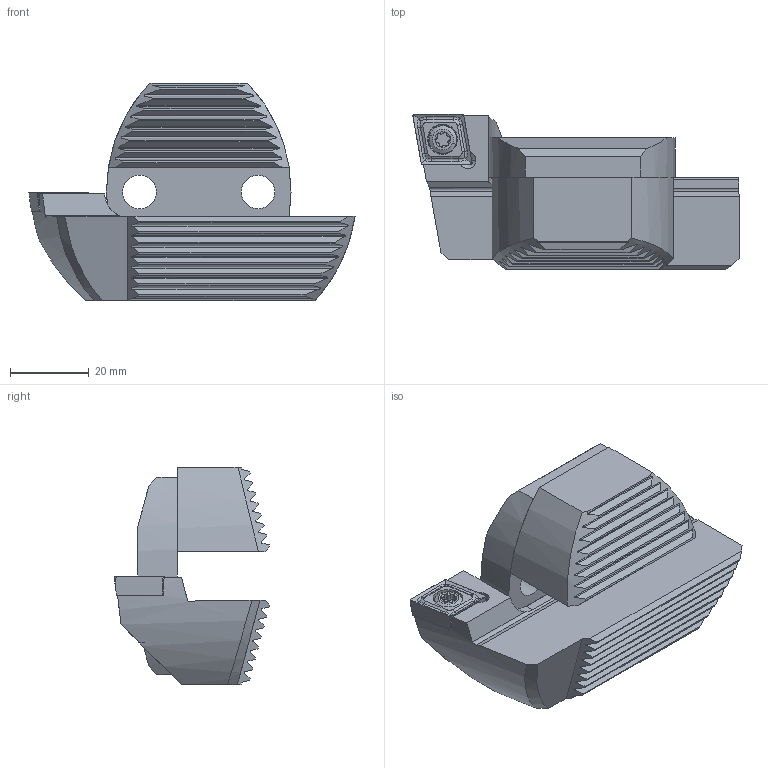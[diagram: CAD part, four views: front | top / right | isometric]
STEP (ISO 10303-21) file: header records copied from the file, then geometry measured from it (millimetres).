
FILE_DESCRIPTION (( 'STEP AP203' ), '1' );
FILE_NAME ('F00-WCC.086.000.STEP', '2017-11-14T13:47:36', ( 'SWIAdmin' ), ( 'Hewlett-Packard Company' ), 'SwSTEP 2.0', 'SolidWorks 2017', '' );
FILE_SCHEMA (( 'CONFIG_CONTROL_DESIGN' ));
Length unit declared in the file: millimetre
Products named in the file (7): CCMT120404; F00-WCC.086.001; F00-WCB.086.003_A; F00-WCB.086.002_A; F00-WCC.086.000; F00-WCC.086.001_C; WCC-ER2.001.010_A
Assembly tree (6 placements, depth 3):
  F00-WCC.086.000
    F00-WCC.086.001
      F00-WCC.086.001_C
      WCC-ER2.001.010_A
      CCMT120404
    F00-WCB.086.003_A
    F00-WCB.086.002_A
Bounding box: 82.58 x 39.4 x 55 mm (x, y, z)
Volume: 67589.4 mm3; surface area: 19710.8 mm2
Topology: 5 solids, 5 shells, 439 faces, 1131 edges, 735 vertices
Faces by surface type: plane 264, bspline 79, cylinder 60, cone 28, torus 8
Entity records: 18228 total; most frequent: CARTESIAN_POINT 7661, ORIENTED_EDGE 2242, DIRECTION 1642, EDGE_CURVE 1121, VERTEX_POINT 735, VECTOR 692, LINE 692, EDGE_LOOP 490
